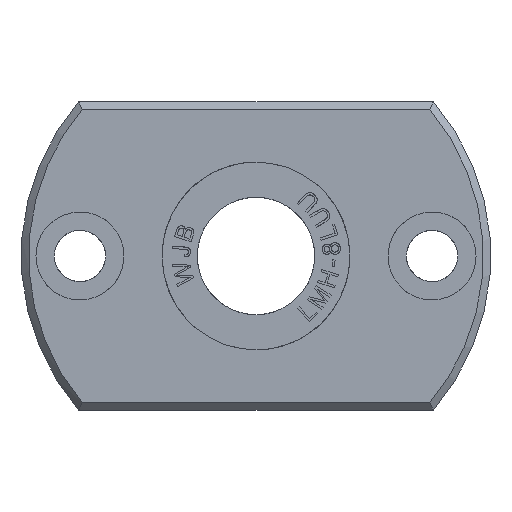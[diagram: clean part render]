
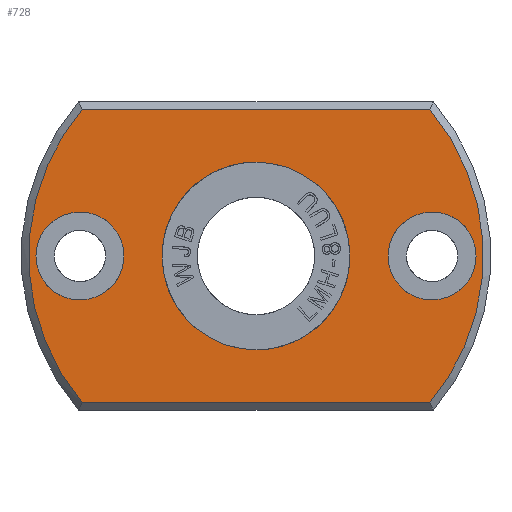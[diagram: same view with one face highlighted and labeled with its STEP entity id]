
A CAD part, left-side view. The second image highlights one B-rep face of the part: STEP entity #728.
In plain terms, the highlighted planar face has unit normal (-1, 0, 0).
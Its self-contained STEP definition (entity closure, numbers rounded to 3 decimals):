
#505=PLANE('',#6174);
#728=ADVANCED_FACE('',(#1565,#1566,#1567,#1568),#505,.T.);
#1169=B_SPLINE_CURVE_WITH_KNOTS('',3,(#9047,#9048,#9049,#9050,#9051,#9052),
 .UNSPECIFIED.,.F.,.F.,(4,2,4),(0.,0.5,1.),.UNSPECIFIED.);
#1175=B_SPLINE_CURVE_WITH_KNOTS('',3,(#9080,#9081,#9082,#9083,#9084,#9085,
#9086,#9087,#9088,#9089),.UNSPECIFIED.,.F.,.F.,(4,2,2,2,4),(0.,0.25,0.5,
0.75,1.),.UNSPECIFIED.);
#1176=B_SPLINE_CURVE_WITH_KNOTS('',3,(#9092,#9093,#9094,#9095,#9096,#9097,
#9098,#9099,#9100,#9101),.UNSPECIFIED.,.F.,.F.,(4,2,2,2,4),(0.,0.25,0.5,
0.75,1.),.UNSPECIFIED.);
#1177=B_SPLINE_CURVE_WITH_KNOTS('',3,(#9103,#9104,#9105,#9106,#9107,#9108,
#9109,#9110,#9111,#9112),.UNSPECIFIED.,.F.,.F.,(4,2,2,2,4),(0.,0.25,0.5,
0.75,1.),.UNSPECIFIED.);
#1178=B_SPLINE_CURVE_WITH_KNOTS('',3,(#9115,#9116,#9117,#9118,#9119,#9120,
#9121,#9122,#9123,#9124),.UNSPECIFIED.,.F.,.F.,(4,2,2,2,4),(0.,0.25,0.5,
0.75,1.),.UNSPECIFIED.);
#1179=B_SPLINE_CURVE_WITH_KNOTS('',3,(#9125,#9126,#9127,#9128,#9129,#9130,
#9131,#9132,#9133,#9134),.UNSPECIFIED.,.F.,.F.,(4,2,2,2,4),(0.,0.25,0.5,
0.75,1.),.UNSPECIFIED.);
#1180=B_SPLINE_CURVE_WITH_KNOTS('',3,(#9137,#9138,#9139,#9140,#9141,#9142,
#9143,#9144,#9145,#9146),.UNSPECIFIED.,.F.,.F.,(4,2,2,2,4),(0.,0.25,0.5,
0.75,1.),.UNSPECIFIED.);
#1181=B_SPLINE_CURVE_WITH_KNOTS('',3,(#9147,#9148,#9149,#9150,#9151,#9152),
 .UNSPECIFIED.,.F.,.F.,(4,2,4),(0.,0.5,1.),.UNSPECIFIED.);
#1182=B_SPLINE_CURVE_WITH_KNOTS('',3,(#9155,#9156,#9157,#9158),.UNSPECIFIED.,
 .F.,.F.,(4,4),(0.,1.),.UNSPECIFIED.);
#1183=B_SPLINE_CURVE_WITH_KNOTS('',3,(#9159,#9160,#9161,#9162),.UNSPECIFIED.,
 .F.,.F.,(4,4),(0.,1.),.UNSPECIFIED.);
#1565=FACE_BOUND('',#1657,.T.);
#1566=FACE_BOUND('',#1658,.T.);
#1567=FACE_BOUND('',#1659,.T.);
#1568=FACE_BOUND('',#1660,.T.);
#1657=EDGE_LOOP('',(#2334,#2335));
#1658=EDGE_LOOP('',(#2336,#2337));
#1659=EDGE_LOOP('',(#2338,#2339));
#1660=EDGE_LOOP('',(#2340,#2341,#2342,#2343));
#2334=ORIENTED_EDGE('',*,*,#4588,.F.);
#2335=ORIENTED_EDGE('',*,*,#4589,.F.);
#2336=ORIENTED_EDGE('',*,*,#4590,.F.);
#2337=ORIENTED_EDGE('',*,*,#4591,.F.);
#2338=ORIENTED_EDGE('',*,*,#4587,.T.);
#2339=ORIENTED_EDGE('',*,*,#4586,.T.);
#2340=ORIENTED_EDGE('',*,*,#4592,.F.);
#2341=ORIENTED_EDGE('',*,*,#4593,.F.);
#2342=ORIENTED_EDGE('',*,*,#4579,.F.);
#2343=ORIENTED_EDGE('',*,*,#4594,.F.);
#4007=VERTEX_POINT('',#9046);
#4008=VERTEX_POINT('',#9053);
#4011=VERTEX_POINT('',#9090);
#4012=VERTEX_POINT('',#9091);
#4013=VERTEX_POINT('',#9113);
#4014=VERTEX_POINT('',#9114);
#4015=VERTEX_POINT('',#9135);
#4016=VERTEX_POINT('',#9136);
#4017=VERTEX_POINT('',#9153);
#4018=VERTEX_POINT('',#9154);
#4579=EDGE_CURVE('',#4007,#4008,#1169,.T.);
#4586=EDGE_CURVE('',#4011,#4012,#1175,.T.);
#4587=EDGE_CURVE('',#4012,#4011,#1176,.T.);
#4588=EDGE_CURVE('',#4013,#4014,#1177,.T.);
#4589=EDGE_CURVE('',#4014,#4013,#1178,.T.);
#4590=EDGE_CURVE('',#4015,#4016,#1179,.T.);
#4591=EDGE_CURVE('',#4016,#4015,#1180,.T.);
#4592=EDGE_CURVE('',#4017,#4018,#1181,.T.);
#4593=EDGE_CURVE('',#4008,#4017,#1182,.T.);
#4594=EDGE_CURVE('',#4018,#4007,#1183,.T.);
#6174=AXIS2_PLACEMENT_3D('',#9163,#6673,#6674);
#6673=DIRECTION('',(-1.,0.,0.));
#6674=DIRECTION('',(0.,0.,1.));
#9046=CARTESIAN_POINT('',(0.,11.843,-10.));
#9047=CARTESIAN_POINT('',(0.,11.843,-10.));
#9048=CARTESIAN_POINT('',(0.,14.18,-7.232));
#9049=CARTESIAN_POINT('',(0.,15.5,-3.623));
#9050=CARTESIAN_POINT('',(0.,15.5,3.623));
#9051=CARTESIAN_POINT('',(0.,14.18,7.232));
#9052=CARTESIAN_POINT('',(0.,11.843,10.));
#9053=CARTESIAN_POINT('',(0.,11.843,10.));
#9080=CARTESIAN_POINT('',(0.,0.,6.4));
#9081=CARTESIAN_POINT('',(0.,-1.682,6.4));
#9082=CARTESIAN_POINT('',(0.,-3.338,5.713));
#9083=CARTESIAN_POINT('',(0.,-5.713,3.338));
#9084=CARTESIAN_POINT('',(0.,-6.4,1.679));
#9085=CARTESIAN_POINT('',(0.,-6.4,-1.679));
#9086=CARTESIAN_POINT('',(0.,-5.713,-3.338));
#9087=CARTESIAN_POINT('',(0.,-3.338,-5.713));
#9088=CARTESIAN_POINT('',(0.,-1.683,-6.4));
#9089=CARTESIAN_POINT('',(0.,0.,-6.4));
#9090=CARTESIAN_POINT('',(0.,0.,6.4));
#9091=CARTESIAN_POINT('',(0.,0.,-6.4));
#9092=CARTESIAN_POINT('',(0.,0.,-6.4));
#9093=CARTESIAN_POINT('',(0.,1.682,-6.4));
#9094=CARTESIAN_POINT('',(0.,3.338,-5.713));
#9095=CARTESIAN_POINT('',(0.,5.713,-3.338));
#9096=CARTESIAN_POINT('',(0.,6.4,-1.679));
#9097=CARTESIAN_POINT('',(0.,6.4,1.679));
#9098=CARTESIAN_POINT('',(0.,5.713,3.338));
#9099=CARTESIAN_POINT('',(0.,3.338,5.713));
#9100=CARTESIAN_POINT('',(0.,1.683,6.4));
#9101=CARTESIAN_POINT('',(0.,0.,6.4));
#9103=CARTESIAN_POINT('',(0.,-15.,0.));
#9104=CARTESIAN_POINT('',(0.,-15.,0.785));
#9105=CARTESIAN_POINT('',(0.,-14.677,1.566));
#9106=CARTESIAN_POINT('',(0.,-13.566,2.677));
#9107=CARTESIAN_POINT('',(0.,-12.785,3.));
#9108=CARTESIAN_POINT('',(0.,-11.215,3.));
#9109=CARTESIAN_POINT('',(0.,-10.434,2.677));
#9110=CARTESIAN_POINT('',(0.,-9.323,1.566));
#9111=CARTESIAN_POINT('',(0.,-9.,0.785));
#9112=CARTESIAN_POINT('',(0.,-9.,0.));
#9113=CARTESIAN_POINT('',(0.,-15.,0.));
#9114=CARTESIAN_POINT('',(0.,-9.,0.));
#9115=CARTESIAN_POINT('',(0.,-9.,0.));
#9116=CARTESIAN_POINT('',(0.,-9.,-0.785));
#9117=CARTESIAN_POINT('',(0.,-9.323,-1.566));
#9118=CARTESIAN_POINT('',(0.,-10.434,-2.677));
#9119=CARTESIAN_POINT('',(0.,-11.215,-3.));
#9120=CARTESIAN_POINT('',(0.,-12.785,-3.));
#9121=CARTESIAN_POINT('',(0.,-13.566,-2.677));
#9122=CARTESIAN_POINT('',(0.,-14.677,-1.566));
#9123=CARTESIAN_POINT('',(0.,-15.,-0.785));
#9124=CARTESIAN_POINT('',(0.,-15.,0.));
#9125=CARTESIAN_POINT('',(0.,9.,0.));
#9126=CARTESIAN_POINT('',(0.,9.,0.785));
#9127=CARTESIAN_POINT('',(0.,9.323,1.566));
#9128=CARTESIAN_POINT('',(0.,10.434,2.677));
#9129=CARTESIAN_POINT('',(0.,11.215,3.));
#9130=CARTESIAN_POINT('',(0.,12.785,3.));
#9131=CARTESIAN_POINT('',(0.,13.566,2.677));
#9132=CARTESIAN_POINT('',(0.,14.677,1.566));
#9133=CARTESIAN_POINT('',(0.,15.,0.785));
#9134=CARTESIAN_POINT('',(0.,15.,0.));
#9135=CARTESIAN_POINT('',(0.,9.,0.));
#9136=CARTESIAN_POINT('',(0.,15.,0.));
#9137=CARTESIAN_POINT('',(0.,15.,0.));
#9138=CARTESIAN_POINT('',(0.,15.,-0.785));
#9139=CARTESIAN_POINT('',(0.,14.677,-1.566));
#9140=CARTESIAN_POINT('',(0.,13.566,-2.677));
#9141=CARTESIAN_POINT('',(0.,12.785,-3.));
#9142=CARTESIAN_POINT('',(0.,11.215,-3.));
#9143=CARTESIAN_POINT('',(0.,10.434,-2.677));
#9144=CARTESIAN_POINT('',(0.,9.323,-1.566));
#9145=CARTESIAN_POINT('',(0.,9.,-0.785));
#9146=CARTESIAN_POINT('',(0.,9.,0.));
#9147=CARTESIAN_POINT('',(0.,-11.843,10.));
#9148=CARTESIAN_POINT('',(0.,-14.18,7.232));
#9149=CARTESIAN_POINT('',(0.,-15.5,3.623));
#9150=CARTESIAN_POINT('',(0.,-15.5,-3.623));
#9151=CARTESIAN_POINT('',(0.,-14.18,-7.232));
#9152=CARTESIAN_POINT('',(0.,-11.843,-10.));
#9153=CARTESIAN_POINT('',(0.,-11.843,10.));
#9154=CARTESIAN_POINT('',(0.,-11.843,-10.));
#9155=CARTESIAN_POINT('',(0.,11.843,10.));
#9156=CARTESIAN_POINT('',(0.,3.948,10.));
#9157=CARTESIAN_POINT('',(0.,-3.948,10.));
#9158=CARTESIAN_POINT('',(0.,-11.843,10.));
#9159=CARTESIAN_POINT('',(0.,-11.843,-10.));
#9160=CARTESIAN_POINT('',(0.,-3.948,-10.));
#9161=CARTESIAN_POINT('',(0.,3.948,-10.));
#9162=CARTESIAN_POINT('',(0.,11.843,-10.));
#9163=CARTESIAN_POINT('',(0.,-15.81,-15.5));
